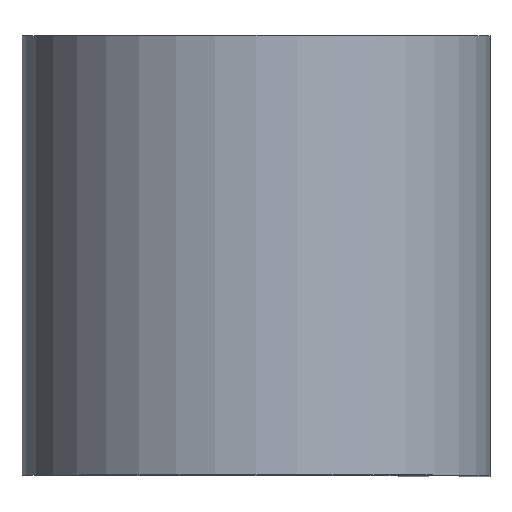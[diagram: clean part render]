
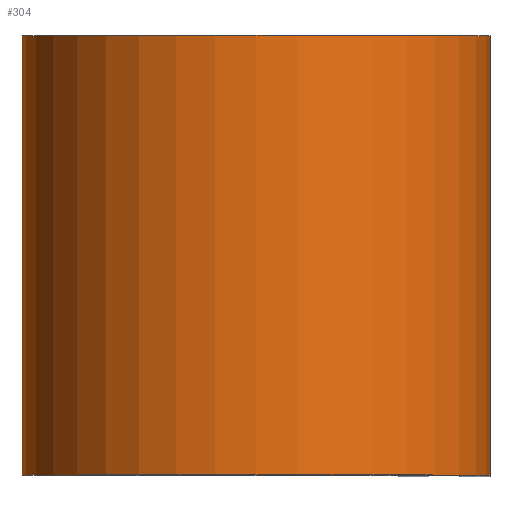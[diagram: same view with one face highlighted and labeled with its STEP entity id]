
A CAD part, top view. The second image highlights one B-rep face of the part: STEP entity #304.
In plain terms, the highlighted cylindrical face has radius 11.836 mm (diameter 23.673 mm), a partial arc.
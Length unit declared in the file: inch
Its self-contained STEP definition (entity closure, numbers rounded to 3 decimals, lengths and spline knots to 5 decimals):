
#6 = DIRECTION ( 'NONE',  ( 0., 0., -1. ) ) ;
#28 = CIRCLE ( 'NONE', #174, 0.466 ) ;
#98 = VERTEX_POINT ( 'NONE', #433 ) ;
#101 = ORIENTED_EDGE ( 'NONE', *, *, #557, .F. ) ;
#128 = CARTESIAN_POINT ( 'NONE',  ( 0.466, 0.4375, 0. ) ) ;
#174 = AXIS2_PLACEMENT_3D ( 'NONE', #403, #406, #438 ) ;
#241 = ORIENTED_EDGE ( 'NONE', *, *, #385, .T. ) ;
#242 = VERTEX_POINT ( 'NONE', #584 ) ;
#259 = VERTEX_POINT ( 'NONE', #321 ) ;
#266 = DIRECTION ( 'NONE',  ( 0., -1., 0. ) ) ;
#267 = VECTOR ( 'NONE', #266, 39.37008 ) ;
#286 = AXIS2_PLACEMENT_3D ( 'NONE', #605, #634, #6 ) ;
#289 = ORIENTED_EDGE ( 'NONE', *, *, #497, .T. ) ;
#304 = ADVANCED_FACE ( 'NONE', ( #599 ), #454, .T. ) ;
#315 = CIRCLE ( 'NONE', #494, 0.466 ) ;
#320 = EDGE_LOOP ( 'NONE', ( #289, #546, #101, #241 ) ) ;
#321 = CARTESIAN_POINT ( 'NONE',  ( 0., -0.4375, -0.466 ) ) ;
#352 = LINE ( 'NONE', #355, #471 ) ;
#355 = CARTESIAN_POINT ( 'NONE',  ( 0., 0.4375, -0.466 ) ) ;
#360 = DIRECTION ( 'NONE',  ( 0., -1., 0. ) ) ;
#367 = VERTEX_POINT ( 'NONE', #128 ) ;
#385 = EDGE_CURVE ( 'NONE', #242, #259, #352, .T. ) ;
#403 = CARTESIAN_POINT ( 'NONE',  ( 0., 0.4375, 0. ) ) ;
#406 = DIRECTION ( 'NONE',  ( 0., 1., 0. ) ) ;
#433 = CARTESIAN_POINT ( 'NONE',  ( 0.466, -0.4375, 0. ) ) ;
#438 = DIRECTION ( 'NONE',  ( 1., 0., 0. ) ) ;
#454 = CYLINDRICAL_SURFACE ( 'NONE', #286, 0.466 ) ;
#471 = VECTOR ( 'NONE', #360, 39.37008 ) ;
#494 = AXIS2_PLACEMENT_3D ( 'NONE', #549, #543, #534 ) ;
#497 = EDGE_CURVE ( 'NONE', #259, #98, #315, .T. ) ;
#509 = CARTESIAN_POINT ( 'NONE',  ( 0.466, 0.4375, 0. ) ) ;
#528 = LINE ( 'NONE', #509, #267 ) ;
#534 = DIRECTION ( 'NONE',  ( 1., 0., 0. ) ) ;
#543 = DIRECTION ( 'NONE',  ( 0., 1., 0. ) ) ;
#546 = ORIENTED_EDGE ( 'NONE', *, *, #579, .F. ) ;
#549 = CARTESIAN_POINT ( 'NONE',  ( 0., -0.4375, 0. ) ) ;
#557 = EDGE_CURVE ( 'NONE', #242, #367, #28, .T. ) ;
#579 = EDGE_CURVE ( 'NONE', #367, #98, #528, .T. ) ;
#584 = CARTESIAN_POINT ( 'NONE',  ( 0., 0.4375, -0.466 ) ) ;
#599 = FACE_OUTER_BOUND ( 'NONE', #320, .T. ) ;
#605 = CARTESIAN_POINT ( 'NONE',  ( 0., 0.4375, 0. ) ) ;
#634 = DIRECTION ( 'NONE',  ( 0., -1., 0. ) ) ;
